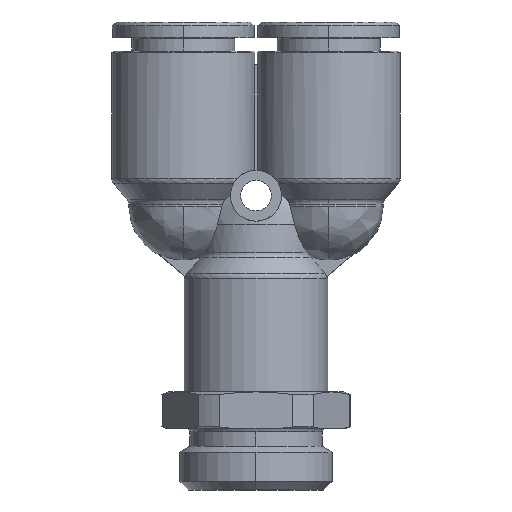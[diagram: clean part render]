
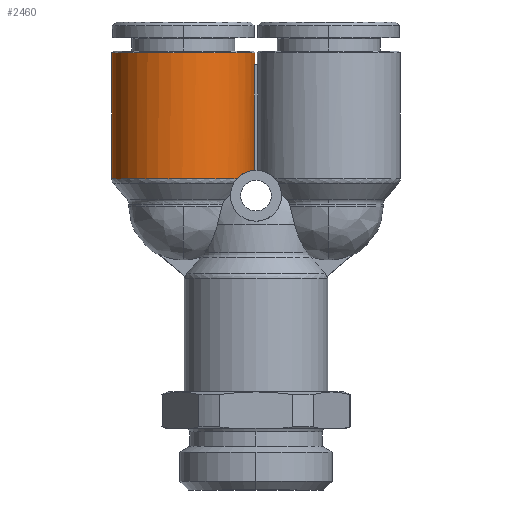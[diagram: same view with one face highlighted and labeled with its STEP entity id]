
A CAD part, front view. The second image highlights one B-rep face of the part: STEP entity #2460.
In plain terms, the highlighted cylindrical face has radius 9.85 mm (diameter 19.7 mm), a partial arc.
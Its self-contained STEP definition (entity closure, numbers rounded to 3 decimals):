
#211 = ORIENTED_EDGE ( 'NONE', *, *, #24984, .T. ) ;
#250 = VERTEX_POINT ( 'NONE', #25423 ) ;
#425 = VECTOR ( 'NONE', #13451, 1000. ) ;
#452 = VERTEX_POINT ( 'NONE', #17068 ) ;
#584 = DIRECTION ( 'NONE',  ( -1., 0., 0. ) ) ;
#760 = DIRECTION ( 'NONE',  ( 0., 0., -1. ) ) ;
#1399 = CARTESIAN_POINT ( 'NONE',  ( -18.172, -4.662, -1.32 ) ) ;
#1487 = CIRCLE ( 'NONE', #12510, 9.85 ) ;
#1601 = CARTESIAN_POINT ( 'NONE',  ( -17.577, -6.181, -2.32 ) ) ;
#2277 = DIRECTION ( 'NONE',  ( 1., 0., 0. ) ) ;
#2460 = ADVANCED_FACE ( 'NONE', ( #12466 ), #9931, .T. ) ;
#3529 = CARTESIAN_POINT ( 'NONE',  ( -18.005, -5.271, -1.676 ) ) ;
#4193 = ORIENTED_EDGE ( 'NONE', *, *, #21953, .T. ) ;
#5619 = VERTEX_POINT ( 'NONE', #8898 ) ;
#5761 = AXIS2_PLACEMENT_3D ( 'NONE', #10418, #6148, #10506 ) ;
#6037 = VERTEX_POINT ( 'NONE', #7267 ) ;
#6047 = CARTESIAN_POINT ( 'NONE',  ( -18.418, -1.5, -0.265 ) ) ;
#6148 = DIRECTION ( 'NONE',  ( -1., 0., 0. ) ) ;
#7267 = CARTESIAN_POINT ( 'NONE',  ( -34.628, 0., -19.85 ) ) ;
#7372 = AXIS2_PLACEMENT_3D ( 'NONE', #25680, #28180, #21265 ) ;
#7498 = VERTEX_POINT ( 'NONE', #8283 ) ;
#8163 = EDGE_CURVE ( 'NONE', #28878, #7498, #29184, .T. ) ;
#8175 = CARTESIAN_POINT ( 'NONE',  ( -18.068, -5.07, -1.552 ) ) ;
#8283 = CARTESIAN_POINT ( 'NONE',  ( -17.292, -6.479, -2.581 ) ) ;
#8898 = CARTESIAN_POINT ( 'NONE',  ( -34.628, -9.85, -10. ) ) ;
#9926 = B_SPLINE_CURVE_WITH_KNOTS ( 'NONE', 3,
 ( #28971, #1601, #28876, #3529, #8175, #1399, #29078, #17532, #13097, #17431, #15027, #6047 ),
 .UNSPECIFIED., .F., .F.,
 ( 4, 2, 2, 2, 2, 4 ),
 ( 0., 0.001, 0.002, 0.003, 0.004, 0.006 ),
 .UNSPECIFIED. ) ;
#9931 = CYLINDRICAL_SURFACE ( 'NONE', #10385, 9.85 ) ;
#10385 = AXIS2_PLACEMENT_3D ( 'NONE', #18505, #25447, #11579 ) ;
#10418 = CARTESIAN_POINT ( 'NONE',  ( -32.928, 0., -10. ) ) ;
#10506 = DIRECTION ( 'NONE',  ( 0., 0., -1. ) ) ;
#11049 = VECTOR ( 'NONE', #584, 1000. ) ;
#11289 = CARTESIAN_POINT ( 'NONE',  ( -32.928, -1.5, -0.265 ) ) ;
#11579 = DIRECTION ( 'NONE',  ( 0., 0., -1. ) ) ;
#12380 = EDGE_CURVE ( 'NONE', #250, #5619, #20376, .T. ) ;
#12466 = FACE_OUTER_BOUND ( 'NONE', #25462, .T. ) ;
#12510 = AXIS2_PLACEMENT_3D ( 'NONE', #28049, #2277, #760 ) ;
#12756 = ORIENTED_EDGE ( 'NONE', *, *, #16474, .T. ) ;
#12848 = VERTEX_POINT ( 'NONE', #11289 ) ;
#13097 = CARTESIAN_POINT ( 'NONE',  ( -18.354, -3.366, -0.731 ) ) ;
#13451 = DIRECTION ( 'NONE',  ( 1., 0., 0. ) ) ;
#13549 = EDGE_CURVE ( 'NONE', #250, #452, #19573, .T. ) ;
#14764 = ORIENTED_EDGE ( 'NONE', *, *, #19794, .T. ) ;
#14875 = ORIENTED_EDGE ( 'NONE', *, *, #8163, .T. ) ;
#15027 = CARTESIAN_POINT ( 'NONE',  ( -18.413, -1.977, -0.338 ) ) ;
#15236 = VERTEX_POINT ( 'NONE', #23325 ) ;
#16474 = EDGE_CURVE ( 'NONE', #15236, #12848, #29394, .T. ) ;
#16763 = DIRECTION ( 'NONE',  ( 0., 0., -1. ) ) ;
#17068 = CARTESIAN_POINT ( 'NONE',  ( -32.928, 0., -0.15 ) ) ;
#17431 = CARTESIAN_POINT ( 'NONE',  ( -18.403, -2.446, -0.446 ) ) ;
#17532 = CARTESIAN_POINT ( 'NONE',  ( -18.316, -3.813, -0.906 ) ) ;
#17779 = CIRCLE ( 'NONE', #5761, 9.85 ) ;
#18190 = ORIENTED_EDGE ( 'NONE', *, *, #12380, .T. ) ;
#18505 = CARTESIAN_POINT ( 'NONE',  ( -24.928, 0., -10. ) ) ;
#18882 = DIRECTION ( 'NONE',  ( -1., 0., 0. ) ) ;
#18938 = CARTESIAN_POINT ( 'NONE',  ( -24.928, -1.5, -0.265 ) ) ;
#19573 = LINE ( 'NONE', #27327, #425 ) ;
#19794 = EDGE_CURVE ( 'NONE', #5619, #6037, #1487, .T. ) ;
#20376 = CIRCLE ( 'NONE', #7372, 9.85 ) ;
#21265 = DIRECTION ( 'NONE',  ( 0., 0., -1. ) ) ;
#21953 = EDGE_CURVE ( 'NONE', #6037, #28878, #22269, .T. ) ;
#22269 = LINE ( 'NONE', #25271, #24440 ) ;
#23325 = CARTESIAN_POINT ( 'NONE',  ( -18.418, -1.5, -0.265 ) ) ;
#23707 = CARTESIAN_POINT ( 'NONE',  ( -17.292, 0., -10. ) ) ;
#24293 = ORIENTED_EDGE ( 'NONE', *, *, #25016, .T. ) ;
#24313 = CARTESIAN_POINT ( 'NONE',  ( -17.292, 0., -19.85 ) ) ;
#24440 = VECTOR ( 'NONE', #27566, 1000. ) ;
#24984 = EDGE_CURVE ( 'NONE', #12848, #452, #17779, .T. ) ;
#25016 = EDGE_CURVE ( 'NONE', #7498, #15236, #9926, .T. ) ;
#25271 = CARTESIAN_POINT ( 'NONE',  ( -24.928, 0., -19.85 ) ) ;
#25403 = AXIS2_PLACEMENT_3D ( 'NONE', #23707, #18882, #16763 ) ;
#25423 = CARTESIAN_POINT ( 'NONE',  ( -34.628, 0., -0.15 ) ) ;
#25447 = DIRECTION ( 'NONE',  ( 1., 0., 0. ) ) ;
#25462 = EDGE_LOOP ( 'NONE', ( #28586, #18190, #14764, #4193, #14875, #24293, #12756, #211 ) ) ;
#25680 = CARTESIAN_POINT ( 'NONE',  ( -34.628, 0., -10. ) ) ;
#27327 = CARTESIAN_POINT ( 'NONE',  ( -24.928, 0., -0.15 ) ) ;
#27566 = DIRECTION ( 'NONE',  ( 1., 0., 0. ) ) ;
#28049 = CARTESIAN_POINT ( 'NONE',  ( -34.628, 0., -10. ) ) ;
#28180 = DIRECTION ( 'NONE',  ( 1., 0., 0. ) ) ;
#28586 = ORIENTED_EDGE ( 'NONE', *, *, #13549, .F. ) ;
#28876 = CARTESIAN_POINT ( 'NONE',  ( -17.777, -5.839, -2.054 ) ) ;
#28878 = VERTEX_POINT ( 'NONE', #24313 ) ;
#28971 = CARTESIAN_POINT ( 'NONE',  ( -17.292, -6.479, -2.581 ) ) ;
#29078 = CARTESIAN_POINT ( 'NONE',  ( -18.214, -4.454, -1.211 ) ) ;
#29184 = CIRCLE ( 'NONE', #25403, 9.85 ) ;
#29394 = LINE ( 'NONE', #18938, #11049 ) ;
